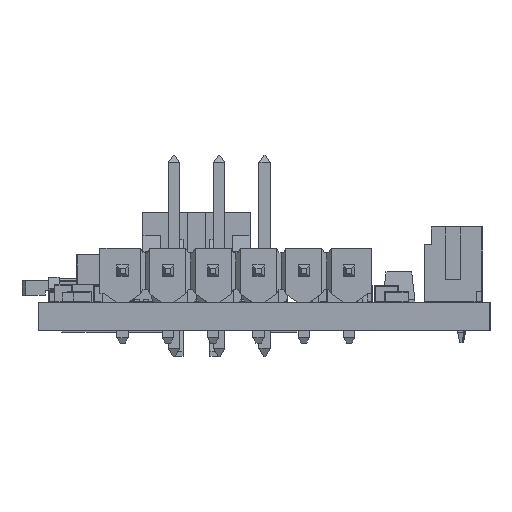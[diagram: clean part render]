
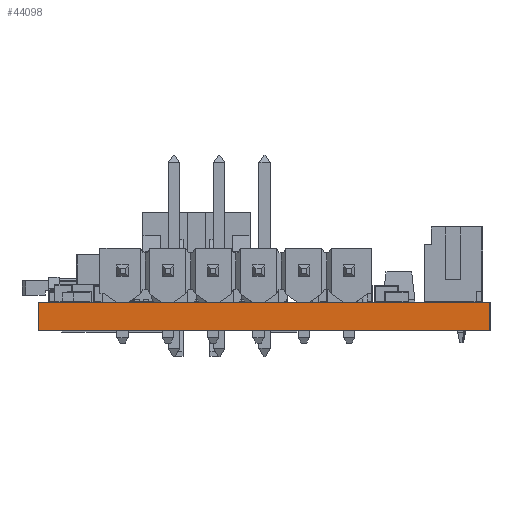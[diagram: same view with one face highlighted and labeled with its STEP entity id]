
A CAD part, left-side view. The second image highlights one B-rep face of the part: STEP entity #44098.
In plain terms, the highlighted planar face has unit normal (-1, 0, 0).
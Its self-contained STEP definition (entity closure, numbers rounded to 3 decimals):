
#937=PLANE('',#47115);
#2916=FACE_OUTER_BOUND('',#5315,.T.);
#5315=EDGE_LOOP('',(#29814,#29815,#29816,#29817));
#8040=LINE('',#63023,#13266);
#8048=LINE('',#63038,#13274);
#8049=LINE('',#63040,#13275);
#8050=LINE('',#63041,#13276);
#13266=VECTOR('',#51041,10.);
#13274=VECTOR('',#51053,10.);
#13275=VECTOR('',#51056,10.);
#13276=VECTOR('',#51057,10.);
#19500=VERTEX_POINT('',#63020);
#19501=VERTEX_POINT('',#63022);
#19505=VERTEX_POINT('',#63034);
#19506=VERTEX_POINT('',#63036);
#23537=EDGE_CURVE('',#19500,#19501,#8040,.T.);
#23545=EDGE_CURVE('',#19505,#19506,#8048,.T.);
#23546=EDGE_CURVE('',#19500,#19505,#8049,.T.);
#23547=EDGE_CURVE('',#19501,#19506,#8050,.T.);
#29814=ORIENTED_EDGE('',*,*,#23546,.T.);
#29815=ORIENTED_EDGE('',*,*,#23545,.T.);
#29816=ORIENTED_EDGE('',*,*,#23547,.F.);
#29817=ORIENTED_EDGE('',*,*,#23537,.F.);
#44098=ADVANCED_FACE('',(#2916),#937,.T.);
#47115=AXIS2_PLACEMENT_3D('',#63039,#51054,#51055);
#51041=DIRECTION('',(0.,0.,1.));
#51053=DIRECTION('',(0.,0.,1.));
#51054=DIRECTION('center_axis',(-1.,0.,0.));
#51055=DIRECTION('ref_axis',(0.,-1.,0.));
#51056=DIRECTION('',(0.,-1.,0.));
#51057=DIRECTION('',(0.,-1.,0.));
#63020=CARTESIAN_POINT('',(8.,26.3,0.));
#63022=CARTESIAN_POINT('',(8.,26.3,1.57));
#63023=CARTESIAN_POINT('',(8.,26.3,0.));
#63034=CARTESIAN_POINT('',(8.,1.,0.));
#63036=CARTESIAN_POINT('',(8.,1.,1.57));
#63038=CARTESIAN_POINT('',(8.,1.,0.));
#63039=CARTESIAN_POINT('Origin',(8.,26.3,0.));
#63040=CARTESIAN_POINT('',(8.,26.3,0.));
#63041=CARTESIAN_POINT('',(8.,26.3,1.57));
